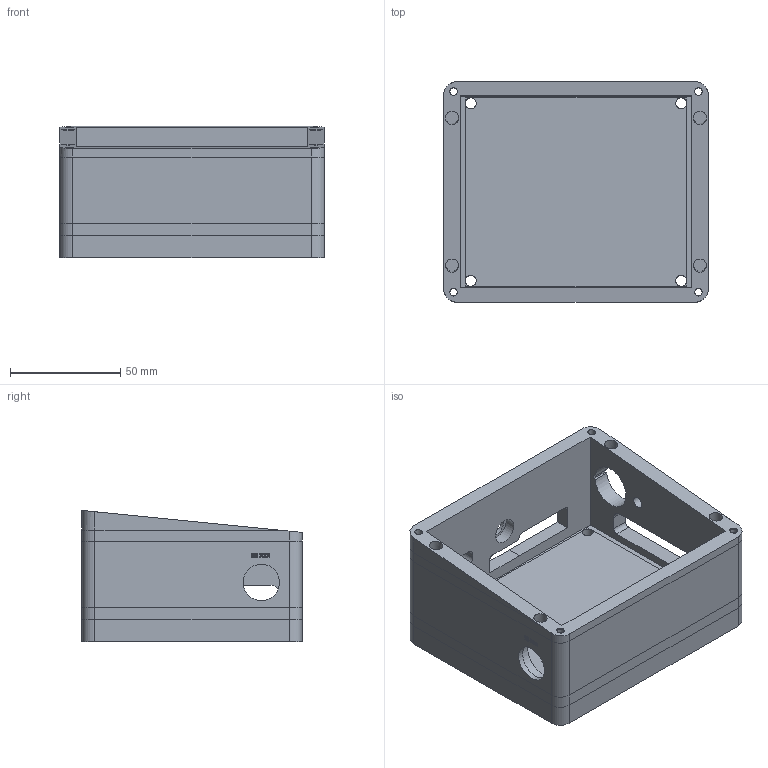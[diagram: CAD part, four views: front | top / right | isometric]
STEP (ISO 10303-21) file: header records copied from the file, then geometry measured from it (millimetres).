
FILE_DESCRIPTION(('FreeCAD Model'),'2;1');
FILE_NAME('Open CASCADE Shape Model','2025-02-12T01:00:19',(''),(''), 'Open CASCADE STEP processor 7.6','FreeCAD','Unknown');
FILE_SCHEMA(('AUTOMOTIVE_DESIGN { 1 0 10303 214 1 1 1 1 }'));
Length unit declared in the file: millimetre
Products named in the file (1): Cut007
Bounding box: 120 x 100 x 59.52 mm (x, y, z)
Volume: 223085.7 mm3; surface area: 68795.2 mm2
Topology: 1 solids, 1 shells, 1163 faces, 3241 edges, 2150 vertices
Faces by surface type: extrusion 647, plane 454, cylinder 61, bspline 1
Full cylindrical faces by diameter (mm): 3.4 x6, 5 x4, 5.4 x1, 6 x16, 8.5 x1, 11.8 x1, 16.5 x1, 20 x1
Entity records: 39930 total; most frequent: CARTESIAN_POINT 12442, ORIENTED_EDGE 6482, DIRECTION 3744, EDGE_CURVE 3241, VECTOR 2468, VERTEX_POINT 2150, B_SPLINE_CURVE_WITH_KNOTS 1945, LINE 1821
